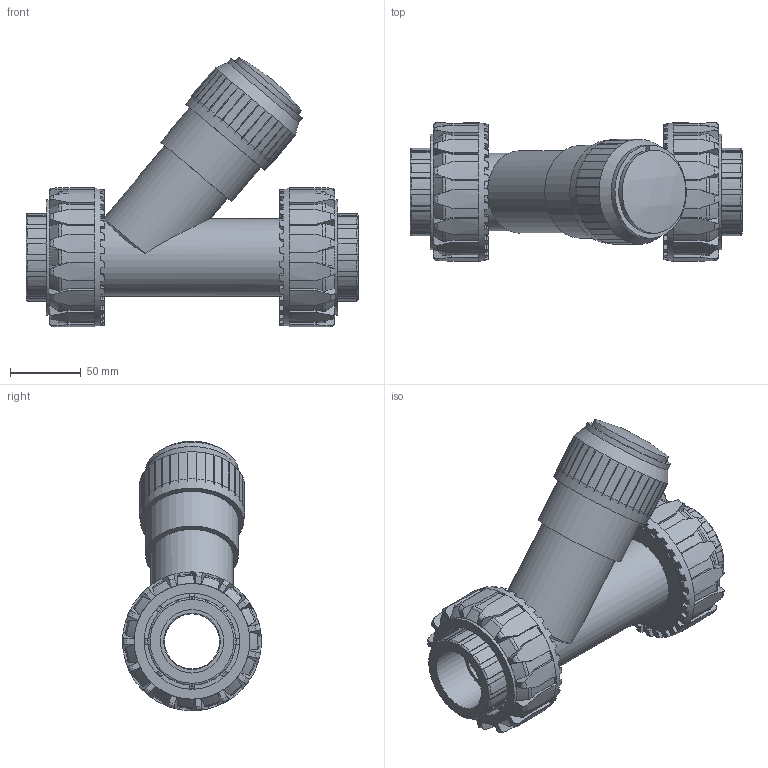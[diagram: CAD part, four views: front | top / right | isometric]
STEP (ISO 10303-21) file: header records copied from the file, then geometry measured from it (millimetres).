
FILE_DESCRIPTION(/* description */ (''),/* implementation_level */ '2;1');
FILE_NAME(/* name */ 'VRUFV112E.iam.stp',/* time_stamp */ '2013-10-01T10:42:43+02:00',/* author */ ('bfaro'),/* organization */ (''),/* preprocessor_version */ 'ST-DEVELOPER v15.2',/* originating_system */ 'Autodesk Inventor 2014',/* authorisation */ '');
FILE_SCHEMA (('AUTOMOTIVE_DESIGN { 1 0 10303 214 3 1 1 }'));
Length unit declared in the file: millimetre
Products named in the file (5): cassa RVU-V 50; Coperchio RV 50; NTVKD050V; ENDFV112; VRUFV112E
Bounding box: 235.2 x 98.29 x 190.87 mm (x, y, z)
Volume: 900469 mm3; surface area: 210708 mm2
Topology: 6 solids, 6 shells, 1076 faces, 3032 edges, 1979 vertices
Faces by surface type: plane 776, cylinder 201, torus 62, cone 36, sphere 1
Full cylindrical faces by diameter (mm): 39 x1, 40 x2, 44.9 x2, 49 x1, 51.1 x1, 55 x1, 58.136 x1, 58.9 x1, 65.71 x1, 68 x2, 74 x2, 74.5 x1, 77.8 x2, 81.5 x2, 81.9 x2, 87 x2
Entity records: 20817 total; most frequent: CARTESIAN_POINT 4169, DIRECTION 3652, ORIENTED_EDGE 3492, EDGE_CURVE 1730, AXIS2_PLACEMENT_3D 1397, VERTEX_POINT 1142, LINE 858, VECTOR 858
